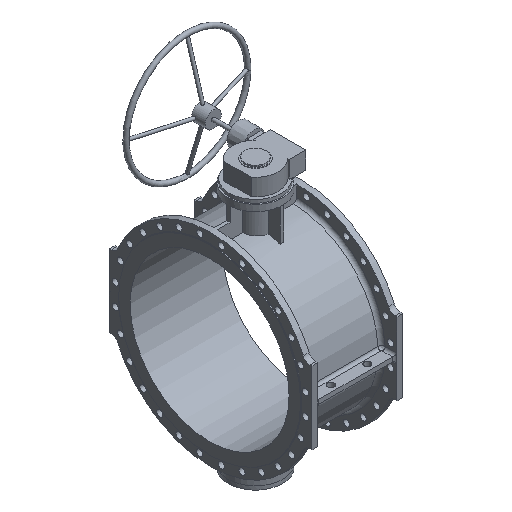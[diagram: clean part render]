
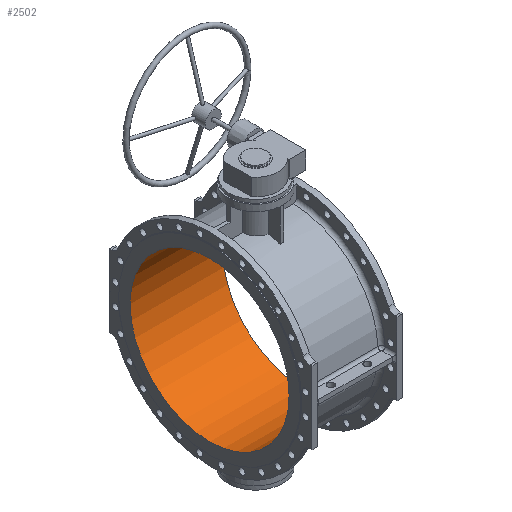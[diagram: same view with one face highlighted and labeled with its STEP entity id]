
A CAD part, isometric view. The second image highlights one B-rep face of the part: STEP entity #2502.
In plain terms, the highlighted cylindrical face has radius 437 mm (diameter 874 mm), a full revolution.
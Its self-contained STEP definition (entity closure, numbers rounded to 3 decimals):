
#569 = AXIS2_PLACEMENT_3D ( 'NONE', #9099, #9100, #9101 ) ;
#663 = AXIS2_PLACEMENT_3D ( 'NONE', #9803, #9804, #9805 ) ;
#1949 = AXIS2_PLACEMENT_3D ( 'NONE', #7093, #7094, #7092 ) ;
#2374 = EDGE_LOOP ( 'NONE', ( #2388 ) ) ;
#2385 = ORIENTED_EDGE ( 'NONE', *, *, #7195, .T. ) ;
#2388 = ORIENTED_EDGE ( 'NONE', *, *, #2766, .T. ) ;
#2423 = EDGE_LOOP ( 'NONE', ( #2385 ) ) ;
#2502 = ADVANCED_FACE ( 'NONE', ( #11663, #11668 ), #11670, .F. ) ;
#2766 = EDGE_CURVE ( 'NONE', #11056, #11056, #10229, .T. ) ;
#7092 = DIRECTION ( 'NONE',  ( 0., 0., -1. ) ) ;
#7093 = CARTESIAN_POINT ( 'NONE',  ( 0., 0., 0. ) ) ;
#7094 = DIRECTION ( 'NONE',  ( 1., 0., 0. ) ) ;
#7195 = EDGE_CURVE ( 'NONE', #11124, #11124, #10438, .T. ) ;
#8806 = CARTESIAN_POINT ( 'NONE',  ( -255., 0., 437. ) ) ;
#8874 = CARTESIAN_POINT ( 'NONE',  ( 255., 0., 437. ) ) ;
#9099 = CARTESIAN_POINT ( 'NONE',  ( -255., 0., 0. ) ) ;
#9100 = DIRECTION ( 'NONE',  ( -1., 0., 0. ) ) ;
#9101 = DIRECTION ( 'NONE',  ( 0., 0., 1. ) ) ;
#9803 = CARTESIAN_POINT ( 'NONE',  ( 255., 0., 0. ) ) ;
#9804 = DIRECTION ( 'NONE',  ( 1., 0., 0. ) ) ;
#9805 = DIRECTION ( 'NONE',  ( 0., 0., 1. ) ) ;
#10229 = CIRCLE ( 'NONE', #569, 437. ) ;
#10438 = CIRCLE ( 'NONE', #663, 437. ) ;
#11056 = VERTEX_POINT ( 'NONE', #8806 ) ;
#11124 = VERTEX_POINT ( 'NONE', #8874 ) ;
#11663 = FACE_OUTER_BOUND ( 'NONE', #2423, .T. ) ;
#11668 = FACE_OUTER_BOUND ( 'NONE', #2374, .T. ) ;
#11670 = CYLINDRICAL_SURFACE ( 'NONE', #1949, 437. ) ;
